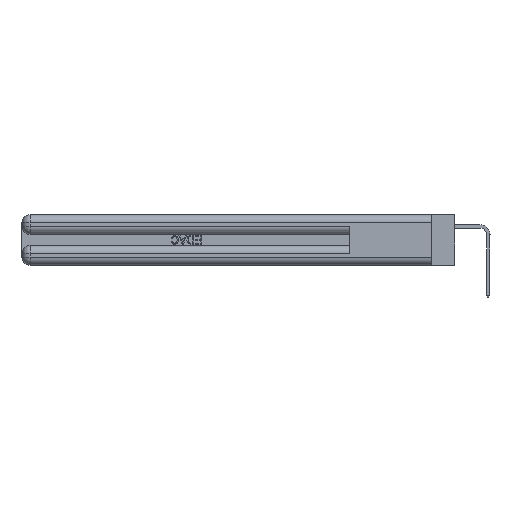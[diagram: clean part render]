
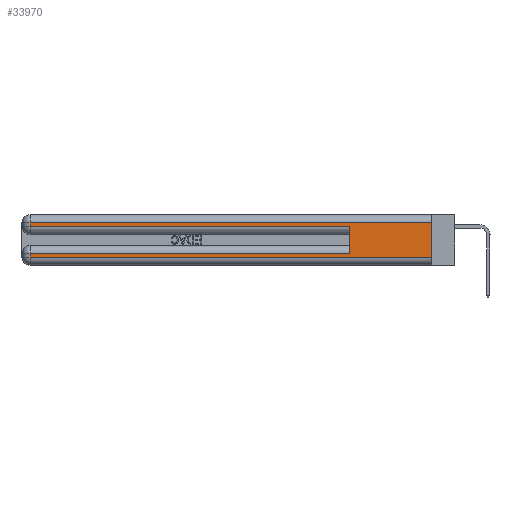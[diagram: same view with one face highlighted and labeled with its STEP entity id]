
A CAD part, left-side view. The second image highlights one B-rep face of the part: STEP entity #33970.
In plain terms, the highlighted planar face has unit normal (-1, 0, 0).
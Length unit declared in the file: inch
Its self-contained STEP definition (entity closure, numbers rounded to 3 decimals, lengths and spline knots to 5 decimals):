
#640 = VERTEX_POINT ( 'NONE', #33560 ) ;
#1627 = ORIENTED_EDGE ( 'NONE', *, *, #39994, .T. ) ;
#1786 = LINE ( 'NONE', #33471, #31627 ) ;
#2162 = CARTESIAN_POINT ( 'NONE',  ( 0., 2.94, 0.31 ) ) ;
#3217 = CARTESIAN_POINT ( 'NONE',  ( 0., 0., 0.06 ) ) ;
#3369 = DIRECTION ( 'NONE',  ( 0., 0., -1. ) ) ;
#3807 = CARTESIAN_POINT ( 'NONE',  ( 0., 0.6, 0.285 ) ) ;
#3902 = ORIENTED_EDGE ( 'NONE', *, *, #34926, .F. ) ;
#4512 = VECTOR ( 'NONE', #47898, 39.37008 ) ;
#5005 = CARTESIAN_POINT ( 'NONE',  ( 0., 0., 0.285 ) ) ;
#5062 = DIRECTION ( 'NONE',  ( 0., 0., 1. ) ) ;
#5457 = LINE ( 'NONE', #3217, #25761 ) ;
#5935 = CARTESIAN_POINT ( 'NONE',  ( 0., 2.94, 0.06 ) ) ;
#6561 = DIRECTION ( 'NONE',  ( 0., 0., -1. ) ) ;
#9501 = FACE_OUTER_BOUND ( 'NONE', #40855, .T. ) ;
#10755 = CARTESIAN_POINT ( 'NONE',  ( 0., 0., 0.31 ) ) ;
#11115 = VECTOR ( 'NONE', #14169, 39.37008 ) ;
#11729 = CARTESIAN_POINT ( 'NONE',  ( 0., 0., 0.37 ) ) ;
#12480 = EDGE_CURVE ( 'NONE', #25279, #14773, #5457, .T. ) ;
#14169 = DIRECTION ( 'NONE',  ( 0., 1., 0. ) ) ;
#14773 = VERTEX_POINT ( 'NONE', #41070 ) ;
#15300 = LINE ( 'NONE', #15530, #4512 ) ;
#15530 = CARTESIAN_POINT ( 'NONE',  ( 0., 2.94, 0.37 ) ) ;
#17049 = VECTOR ( 'NONE', #41496, 39.37008 ) ;
#17519 = LINE ( 'NONE', #11729, #47275 ) ;
#18058 = CARTESIAN_POINT ( 'NONE',  ( 0., 0., 0.31 ) ) ;
#18320 = ORIENTED_EDGE ( 'NONE', *, *, #24398, .F. ) ;
#18560 = EDGE_CURVE ( 'NONE', #640, #40636, #35953, .T. ) ;
#18614 = PLANE ( 'NONE',  #26533 ) ;
#19080 = ORIENTED_EDGE ( 'NONE', *, *, #18560, .T. ) ;
#19312 = DIRECTION ( 'NONE',  ( 0., -1., 0. ) ) ;
#20841 = VECTOR ( 'NONE', #3369, 39.37008 ) ;
#21441 = VERTEX_POINT ( 'NONE', #30330 ) ;
#21896 = LINE ( 'NONE', #18058, #11115 ) ;
#22307 = EDGE_CURVE ( 'NONE', #40636, #25279, #15300, .T. ) ;
#24398 = EDGE_CURVE ( 'NONE', #42854, #14773, #17519, .T. ) ;
#25122 = VECTOR ( 'NONE', #41891, 39.37008 ) ;
#25279 = VERTEX_POINT ( 'NONE', #5935 ) ;
#25761 = VECTOR ( 'NONE', #19312, 39.37008 ) ;
#26533 = AXIS2_PLACEMENT_3D ( 'NONE', #26788, #30893, #6561 ) ;
#26788 = CARTESIAN_POINT ( 'NONE',  ( 0., 0., 0.37 ) ) ;
#27843 = LINE ( 'NONE', #5005, #17049 ) ;
#29689 = CARTESIAN_POINT ( 'NONE',  ( 0., 0., 0.085 ) ) ;
#30330 = CARTESIAN_POINT ( 'NONE',  ( 0., 2.94, 0.285 ) ) ;
#30893 = DIRECTION ( 'NONE',  ( 1., 0., 0. ) ) ;
#31627 = VECTOR ( 'NONE', #5062, 39.37008 ) ;
#31650 = LINE ( 'NONE', #39653, #20841 ) ;
#33355 = CARTESIAN_POINT ( 'NONE',  ( 0., 2.94, 0.085 ) ) ;
#33471 = CARTESIAN_POINT ( 'NONE',  ( 0., 0.6, 0.145 ) ) ;
#33560 = CARTESIAN_POINT ( 'NONE',  ( 0., 0.6, 0.085 ) ) ;
#33970 = ADVANCED_FACE ( 'NONE', ( #9501 ), #18614, .F. ) ;
#34926 = EDGE_CURVE ( 'NONE', #640, #35358, #1786, .T. ) ;
#35358 = VERTEX_POINT ( 'NONE', #3807 ) ;
#35653 = ORIENTED_EDGE ( 'NONE', *, *, #22307, .T. ) ;
#35953 = LINE ( 'NONE', #29689, #25122 ) ;
#38302 = EDGE_CURVE ( 'NONE', #42183, #21441, #31650, .T. ) ;
#39653 = CARTESIAN_POINT ( 'NONE',  ( 0., 2.94, 0.37 ) ) ;
#39994 = EDGE_CURVE ( 'NONE', #42854, #42183, #21896, .T. ) ;
#40047 = DIRECTION ( 'NONE',  ( 0., 0., -1. ) ) ;
#40636 = VERTEX_POINT ( 'NONE', #33355 ) ;
#40855 = EDGE_LOOP ( 'NONE', ( #18320, #1627, #44276, #50129, #3902, #19080, #35653, #42630 ) ) ;
#41070 = CARTESIAN_POINT ( 'NONE',  ( 0., 0., 0.06 ) ) ;
#41496 = DIRECTION ( 'NONE',  ( 0., -1., 0. ) ) ;
#41891 = DIRECTION ( 'NONE',  ( 0., 1., 0. ) ) ;
#42024 = EDGE_CURVE ( 'NONE', #21441, #35358, #27843, .T. ) ;
#42183 = VERTEX_POINT ( 'NONE', #2162 ) ;
#42630 = ORIENTED_EDGE ( 'NONE', *, *, #12480, .T. ) ;
#42854 = VERTEX_POINT ( 'NONE', #10755 ) ;
#44276 = ORIENTED_EDGE ( 'NONE', *, *, #38302, .T. ) ;
#47275 = VECTOR ( 'NONE', #40047, 39.37008 ) ;
#47898 = DIRECTION ( 'NONE',  ( 0., 0., -1. ) ) ;
#50129 = ORIENTED_EDGE ( 'NONE', *, *, #42024, .T. ) ;
